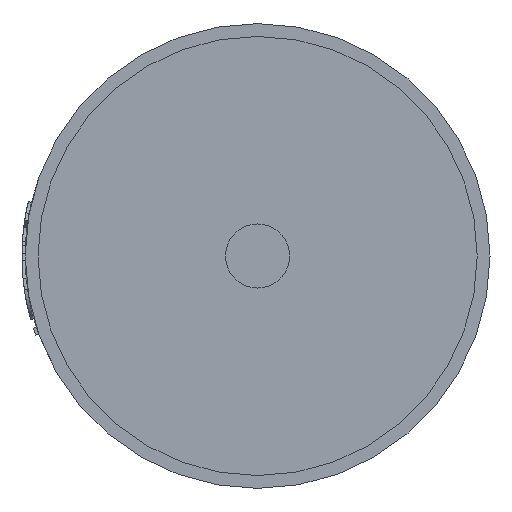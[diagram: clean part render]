
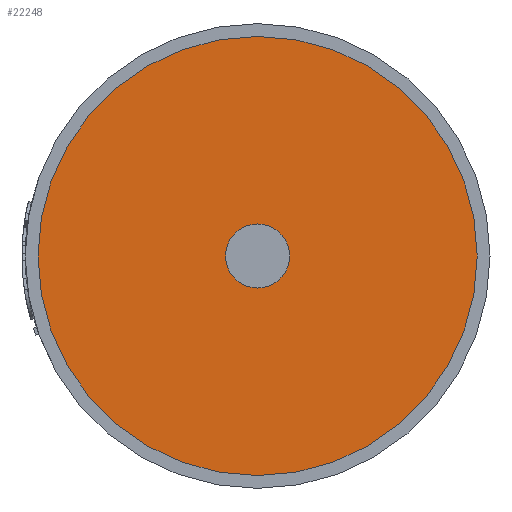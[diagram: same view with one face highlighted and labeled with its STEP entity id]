
A CAD part, left-side view. The second image highlights one B-rep face of the part: STEP entity #22248.
In plain terms, the highlighted planar face has unit normal (-1, 0, 0).
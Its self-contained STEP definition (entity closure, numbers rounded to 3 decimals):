
#688 = AXIS2_PLACEMENT_3D ( 'NONE', #13860, #1737, #13638 ) ;
#1387 = ORIENTED_EDGE ( 'NONE', *, *, #15828, .T. ) ;
#1737 = DIRECTION ( 'NONE',  ( -1., 0., 0. ) ) ;
#1800 = ORIENTED_EDGE ( 'NONE', *, *, #7358, .T. ) ;
#2459 = DIRECTION ( 'NONE',  ( -1., 0., 0. ) ) ;
#3005 = VERTEX_POINT ( 'NONE', #8901 ) ;
#3435 = ORIENTED_EDGE ( 'NONE', *, *, #6903, .F. ) ;
#3687 = CIRCLE ( 'NONE', #21967, 6.85 ) ;
#5316 = CARTESIAN_POINT ( 'NONE',  ( -153.5, -16.93, 0. ) ) ;
#5542 = DIRECTION ( 'NONE',  ( 0., -1., 0. ) ) ;
#6642 = CARTESIAN_POINT ( 'NONE',  ( -153.5, -10.08, 0. ) ) ;
#6903 = EDGE_CURVE ( 'NONE', #17488, #14171, #16780, .T. ) ;
#7358 = EDGE_CURVE ( 'NONE', #13443, #3005, #13109, .T. ) ;
#7629 = DIRECTION ( 'NONE',  ( -1., 0., 0. ) ) ;
#7849 = PLANE ( 'NONE',  #19096 ) ;
#8001 = AXIS2_PLACEMENT_3D ( 'NONE', #5316, #10683, #21008 ) ;
#8260 = DIRECTION ( 'NONE',  ( -1., 0., 0. ) ) ;
#8767 = AXIS2_PLACEMENT_3D ( 'NONE', #22244, #8260, #15462 ) ;
#8901 = CARTESIAN_POINT ( 'NONE',  ( -153.5, -23.78, 0. ) ) ;
#8975 = EDGE_LOOP ( 'NONE', ( #1387, #1800 ) ) ;
#9556 = CARTESIAN_POINT ( 'NONE',  ( -153.5, -15.93, 0. ) ) ;
#10683 = DIRECTION ( 'NONE',  ( -1., 0., 0. ) ) ;
#11345 = CIRCLE ( 'NONE', #8767, 1. ) ;
#11349 = ORIENTED_EDGE ( 'NONE', *, *, #14066, .F. ) ;
#13109 = CIRCLE ( 'NONE', #688, 6.85 ) ;
#13443 = VERTEX_POINT ( 'NONE', #6642 ) ;
#13638 = DIRECTION ( 'NONE',  ( 0., -1., 0. ) ) ;
#13860 = CARTESIAN_POINT ( 'NONE',  ( -153.5, -16.93, 0. ) ) ;
#14066 = EDGE_CURVE ( 'NONE', #14171, #17488, #11345, .T. ) ;
#14171 = VERTEX_POINT ( 'NONE', #20420 ) ;
#15462 = DIRECTION ( 'NONE',  ( 0., -1., 0. ) ) ;
#15828 = EDGE_CURVE ( 'NONE', #3005, #13443, #3687, .T. ) ;
#16327 = FACE_OUTER_BOUND ( 'NONE', #8975, .T. ) ;
#16780 = CIRCLE ( 'NONE', #8001, 1. ) ;
#17488 = VERTEX_POINT ( 'NONE', #9556 ) ;
#18161 = CARTESIAN_POINT ( 'NONE',  ( -153.5, -16.93, 0. ) ) ;
#19096 = AXIS2_PLACEMENT_3D ( 'NONE', #18161, #7629, #19902 ) ;
#19902 = DIRECTION ( 'NONE',  ( 0., -1., 0. ) ) ;
#20420 = CARTESIAN_POINT ( 'NONE',  ( -153.5, -17.93, 0. ) ) ;
#21008 = DIRECTION ( 'NONE',  ( 0., -1., 0. ) ) ;
#21254 = EDGE_LOOP ( 'NONE', ( #3435, #11349 ) ) ;
#21458 = CARTESIAN_POINT ( 'NONE',  ( -153.5, -16.93, 0. ) ) ;
#21620 = FACE_BOUND ( 'NONE', #21254, .T. ) ;
#21967 = AXIS2_PLACEMENT_3D ( 'NONE', #21458, #2459, #5542 ) ;
#22244 = CARTESIAN_POINT ( 'NONE',  ( -153.5, -16.93, 0. ) ) ;
#22248 = ADVANCED_FACE ( 'NONE', ( #21620, #16327 ), #7849, .T. ) ;
